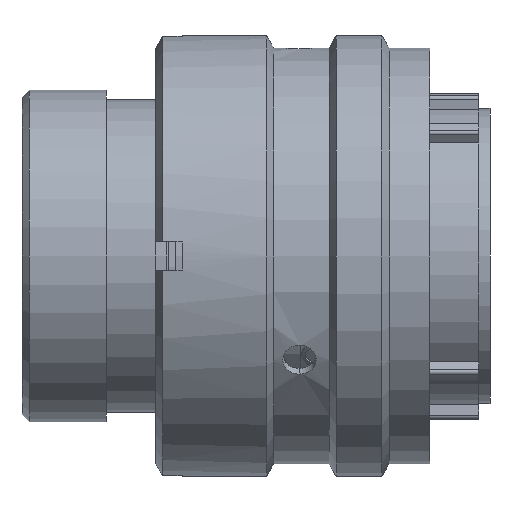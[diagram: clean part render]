
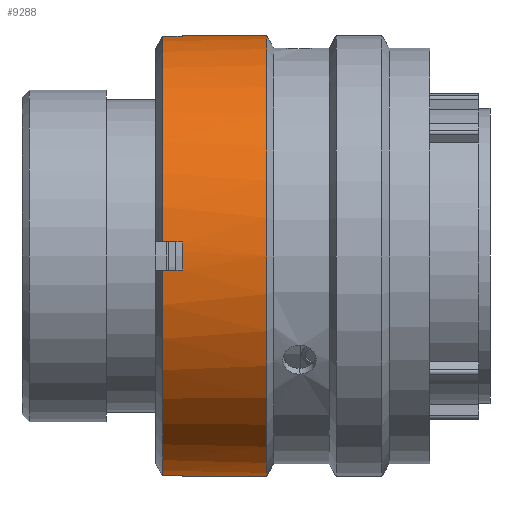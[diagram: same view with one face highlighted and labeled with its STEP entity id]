
A CAD part, front view. The second image highlights one B-rep face of the part: STEP entity #9288.
In plain terms, the highlighted cylindrical face has radius 15.7 mm (diameter 31.4 mm), a partial arc.
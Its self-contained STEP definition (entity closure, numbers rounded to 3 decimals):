
#207 = EDGE_CURVE ( 'NONE', #38093, #25703, #23483, .T. ) ;
#388 = AXIS2_PLACEMENT_3D ( 'NONE', #18716, #46862, #22748 ) ;
#613 = EDGE_CURVE ( 'NONE', #50238, #48850, #43538, .T. ) ;
#926 = ORIENTED_EDGE ( 'NONE', *, *, #8873, .F. ) ;
#1263 = DIRECTION ( 'NONE',  ( 0., 0., -1. ) ) ;
#1943 = EDGE_CURVE ( 'NONE', #13808, #2386, #14805, .T. ) ;
#2112 = DIRECTION ( 'NONE',  ( 1., 0., 0. ) ) ;
#2230 = EDGE_CURVE ( 'NONE', #28156, #50238, #41753, .T. ) ;
#2309 = DIRECTION ( 'NONE',  ( -1., 0., 0. ) ) ;
#2386 = VERTEX_POINT ( 'NONE', #9241 ) ;
#2662 = LINE ( 'NONE', #45069, #22821 ) ;
#2834 = EDGE_LOOP ( 'NONE', ( #926, #47068, #6618, #51067, #33049, #41504, #19347, #40820, #10477, #46045, #18168, #11366 ) ) ;
#4216 = VECTOR ( 'NONE', #39824, 1000. ) ;
#4595 = CARTESIAN_POINT ( 'NONE',  ( 11.42, -1., -15.668 ) ) ;
#4830 = AXIS2_PLACEMENT_3D ( 'NONE', #35436, #11393, #39504 ) ;
#6258 = AXIS2_PLACEMENT_3D ( 'NONE', #49483, #25318, #1263 ) ;
#6618 = ORIENTED_EDGE ( 'NONE', *, *, #8552, .T. ) ;
#7025 = CYLINDRICAL_SURFACE ( 'NONE', #43372, 15.7 ) ;
#7241 = AXIS2_PLACEMENT_3D ( 'NONE', #37954, #13885, #41980 ) ;
#7980 = EDGE_CURVE ( 'NONE', #21064, #20740, #8644, .T. ) ;
#8552 = EDGE_CURVE ( 'NONE', #25703, #51441, #39313, .T. ) ;
#8644 = CIRCLE ( 'NONE', #4830, 15.7 ) ;
#8873 = EDGE_CURVE ( 'NONE', #38093, #32440, #13453, .T. ) ;
#9210 = CIRCLE ( 'NONE', #22900, 15.7 ) ;
#9241 = CARTESIAN_POINT ( 'NONE',  ( 11.42, 0., -15.7 ) ) ;
#9288 = ADVANCED_FACE ( 'NONE', ( #32188 ), #7025, .T. ) ;
#10477 = ORIENTED_EDGE ( 'NONE', *, *, #17183, .T. ) ;
#10656 = CIRCLE ( 'NONE', #6258, 15.7 ) ;
#11366 = ORIENTED_EDGE ( 'NONE', *, *, #34260, .F. ) ;
#11393 = DIRECTION ( 'NONE',  ( 1., 0., 0. ) ) ;
#12487 = CARTESIAN_POINT ( 'NONE',  ( 11.42, 0., 15.7 ) ) ;
#13453 = LINE ( 'NONE', #30236, #24112 ) ;
#13808 = VERTEX_POINT ( 'NONE', #4595 ) ;
#13885 = DIRECTION ( 'NONE',  ( 1., 0., 0. ) ) ;
#14805 = CIRCLE ( 'NONE', #7241, 15.7 ) ;
#15811 = CARTESIAN_POINT ( 'NONE',  ( 29.07, -15.668, 1. ) ) ;
#15978 = DIRECTION ( 'NONE',  ( 1., 0., 0. ) ) ;
#16502 = CARTESIAN_POINT ( 'NONE',  ( 17.44, 0., 15.7 ) ) ;
#17183 = EDGE_CURVE ( 'NONE', #20740, #13808, #2662, .T. ) ;
#17479 = DIRECTION ( 'NONE',  ( 1., 0., 0. ) ) ;
#17958 = VECTOR ( 'NONE', #2309, 1000. ) ;
#18168 = ORIENTED_EDGE ( 'NONE', *, *, #46730, .T. ) ;
#18716 = CARTESIAN_POINT ( 'NONE',  ( 11.42, 0., 0. ) ) ;
#19347 = ORIENTED_EDGE ( 'NONE', *, *, #51305, .T. ) ;
#19612 = LINE ( 'NONE', #22941, #29033 ) ;
#19693 = CARTESIAN_POINT ( 'NONE',  ( 29.07, 0., 0. ) ) ;
#20740 = VERTEX_POINT ( 'NONE', #31282 ) ;
#20930 = DIRECTION ( 'NONE',  ( 1., 0., 0. ) ) ;
#21064 = VERTEX_POINT ( 'NONE', #42678 ) ;
#22748 = DIRECTION ( 'NONE',  ( 0., 0., 1. ) ) ;
#22821 = VECTOR ( 'NONE', #17479, 1000. ) ;
#22900 = AXIS2_PLACEMENT_3D ( 'NONE', #47318, #23184, #51389 ) ;
#22941 = CARTESIAN_POINT ( 'NONE',  ( 29.07, -15.668, -1. ) ) ;
#23184 = DIRECTION ( 'NONE',  ( 1., 0., 0. ) ) ;
#23483 = CIRCLE ( 'NONE', #388, 15.7 ) ;
#24112 = VECTOR ( 'NONE', #2112, 1000. ) ;
#25318 = DIRECTION ( 'NONE',  ( 1., 0., 0. ) ) ;
#25606 = LINE ( 'NONE', #43869, #4216 ) ;
#25703 = VERTEX_POINT ( 'NONE', #50230 ) ;
#25790 = CARTESIAN_POINT ( 'NONE',  ( 10.02, -15.668, 1. ) ) ;
#27048 = AXIS2_PLACEMENT_3D ( 'NONE', #45020, #20930, #49105 ) ;
#28156 = VERTEX_POINT ( 'NONE', #25790 ) ;
#28566 = VERTEX_POINT ( 'NONE', #28938 ) ;
#28938 = CARTESIAN_POINT ( 'NONE',  ( 17.44, 0., -15.7 ) ) ;
#29033 = VECTOR ( 'NONE', #51150, 1000. ) ;
#29728 = CARTESIAN_POINT ( 'NONE',  ( 11.42, -15.668, -1. ) ) ;
#30236 = CARTESIAN_POINT ( 'NONE',  ( 29.07, 0., 15.7 ) ) ;
#31059 = VECTOR ( 'NONE', #15978, 1000. ) ;
#31282 = CARTESIAN_POINT ( 'NONE',  ( 10.02, -1., -15.668 ) ) ;
#31792 = DIRECTION ( 'NONE',  ( 1., 0., 0. ) ) ;
#31872 = CARTESIAN_POINT ( 'NONE',  ( 10.02, -1., 15.668 ) ) ;
#32188 = FACE_OUTER_BOUND ( 'NONE', #2834, .T. ) ;
#32440 = VERTEX_POINT ( 'NONE', #16502 ) ;
#33049 = ORIENTED_EDGE ( 'NONE', *, *, #2230, .T. ) ;
#34260 = EDGE_CURVE ( 'NONE', #32440, #28566, #10656, .T. ) ;
#35436 = CARTESIAN_POINT ( 'NONE',  ( 10.02, 0., 0. ) ) ;
#36378 = EDGE_CURVE ( 'NONE', #51441, #28156, #9210, .T. ) ;
#37954 = CARTESIAN_POINT ( 'NONE',  ( 11.42, 0., 0. ) ) ;
#38093 = VERTEX_POINT ( 'NONE', #12487 ) ;
#39313 = LINE ( 'NONE', #42405, #17958 ) ;
#39504 = DIRECTION ( 'NONE',  ( 0., 0., -1. ) ) ;
#39824 = DIRECTION ( 'NONE',  ( 1., 0., 0. ) ) ;
#40820 = ORIENTED_EDGE ( 'NONE', *, *, #7980, .T. ) ;
#40974 = CARTESIAN_POINT ( 'NONE',  ( 11.42, -15.668, 1. ) ) ;
#41504 = ORIENTED_EDGE ( 'NONE', *, *, #613, .T. ) ;
#41753 = LINE ( 'NONE', #15811, #31059 ) ;
#41980 = DIRECTION ( 'NONE',  ( 0., 0., 1. ) ) ;
#42405 = CARTESIAN_POINT ( 'NONE',  ( 29.07, -1., 15.668 ) ) ;
#42678 = CARTESIAN_POINT ( 'NONE',  ( 10.02, -15.668, -1. ) ) ;
#43372 = AXIS2_PLACEMENT_3D ( 'NONE', #19693, #31792, #48045 ) ;
#43538 = CIRCLE ( 'NONE', #27048, 15.7 ) ;
#43869 = CARTESIAN_POINT ( 'NONE',  ( 29.07, 0., -15.7 ) ) ;
#45020 = CARTESIAN_POINT ( 'NONE',  ( 11.42, 0., 0. ) ) ;
#45069 = CARTESIAN_POINT ( 'NONE',  ( 29.07, -1., -15.668 ) ) ;
#46045 = ORIENTED_EDGE ( 'NONE', *, *, #1943, .T. ) ;
#46730 = EDGE_CURVE ( 'NONE', #2386, #28566, #25606, .T. ) ;
#46862 = DIRECTION ( 'NONE',  ( 1., 0., 0. ) ) ;
#47068 = ORIENTED_EDGE ( 'NONE', *, *, #207, .T. ) ;
#47318 = CARTESIAN_POINT ( 'NONE',  ( 10.02, 0., 0. ) ) ;
#48045 = DIRECTION ( 'NONE',  ( 0., 0., -1. ) ) ;
#48850 = VERTEX_POINT ( 'NONE', #29728 ) ;
#49105 = DIRECTION ( 'NONE',  ( 0., 0., 1. ) ) ;
#49483 = CARTESIAN_POINT ( 'NONE',  ( 17.44, 0., 0. ) ) ;
#50230 = CARTESIAN_POINT ( 'NONE',  ( 11.42, -1., 15.668 ) ) ;
#50238 = VERTEX_POINT ( 'NONE', #40974 ) ;
#51067 = ORIENTED_EDGE ( 'NONE', *, *, #36378, .T. ) ;
#51150 = DIRECTION ( 'NONE',  ( -1., 0., 0. ) ) ;
#51305 = EDGE_CURVE ( 'NONE', #48850, #21064, #19612, .T. ) ;
#51389 = DIRECTION ( 'NONE',  ( 0., 0., -1. ) ) ;
#51441 = VERTEX_POINT ( 'NONE', #31872 ) ;
